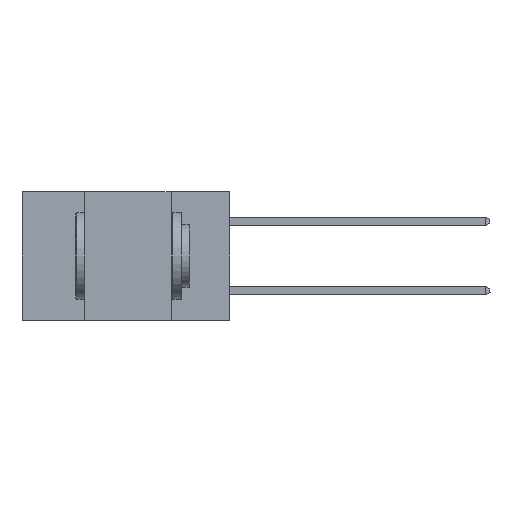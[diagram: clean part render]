
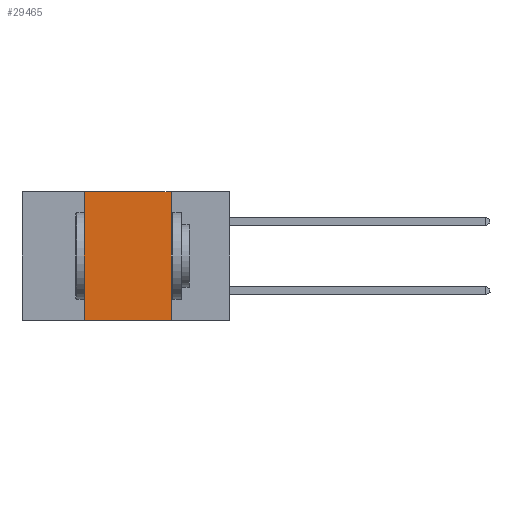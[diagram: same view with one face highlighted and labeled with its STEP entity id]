
A CAD part, left-side view. The second image highlights one B-rep face of the part: STEP entity #29465.
In plain terms, the highlighted planar face has unit normal (-1, 0, 0).
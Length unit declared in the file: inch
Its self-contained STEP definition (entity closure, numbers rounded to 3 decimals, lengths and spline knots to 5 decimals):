
#1238 = VERTEX_POINT ( 'NONE', #30904 ) ;
#2036 = ORIENTED_EDGE ( 'NONE', *, *, #31777, .F. ) ;
#3328 = EDGE_LOOP ( 'NONE', ( #31805, #2036, #3612, #19204 ) ) ;
#3612 = ORIENTED_EDGE ( 'NONE', *, *, #7676, .F. ) ;
#5458 = CARTESIAN_POINT ( 'NONE',  ( 0., 0.17, 0. ) ) ;
#5866 = VECTOR ( 'NONE', #24295, 39.37008 ) ;
#6592 = EDGE_CURVE ( 'NONE', #26039, #1238, #21578, .T. ) ;
#7515 = LINE ( 'NONE', #5458, #26926 ) ;
#7676 = EDGE_CURVE ( 'NONE', #26039, #18556, #21903, .T. ) ;
#12374 = DIRECTION ( 'NONE',  ( 0., 0., 1. ) ) ;
#13406 = LINE ( 'NONE', #19258, #5866 ) ;
#13677 = DIRECTION ( 'NONE',  ( 1., 0., 0. ) ) ;
#14883 = CARTESIAN_POINT ( 'NONE',  ( 0., 0.42, 0. ) ) ;
#15594 = EDGE_CURVE ( 'NONE', #27180, #1238, #7515, .T. ) ;
#18556 = VERTEX_POINT ( 'NONE', #31506 ) ;
#18720 = CARTESIAN_POINT ( 'NONE',  ( 0., 0.6, 0. ) ) ;
#19204 = ORIENTED_EDGE ( 'NONE', *, *, #6592, .T. ) ;
#19258 = CARTESIAN_POINT ( 'NONE',  ( 0., 0.6, 0. ) ) ;
#20806 = VECTOR ( 'NONE', #24023, 39.37008 ) ;
#21128 = VECTOR ( 'NONE', #12374, 39.37008 ) ;
#21578 = LINE ( 'NONE', #31068, #20806 ) ;
#21903 = LINE ( 'NONE', #14883, #21128 ) ;
#23739 = PLANE ( 'NONE',  #27904 ) ;
#23949 = CARTESIAN_POINT ( 'NONE',  ( 0., 0.17, 0. ) ) ;
#24023 = DIRECTION ( 'NONE',  ( 0., -1., 0. ) ) ;
#24295 = DIRECTION ( 'NONE',  ( 0., -1., 0. ) ) ;
#24617 = FACE_OUTER_BOUND ( 'NONE', #3328, .T. ) ;
#26039 = VERTEX_POINT ( 'NONE', #30059 ) ;
#26926 = VECTOR ( 'NONE', #30761, 39.37008 ) ;
#27180 = VERTEX_POINT ( 'NONE', #23949 ) ;
#27904 = AXIS2_PLACEMENT_3D ( 'NONE', #18720, #13677, #31295 ) ;
#29465 = ADVANCED_FACE ( 'NONE', ( #24617 ), #23739, .F. ) ;
#30059 = CARTESIAN_POINT ( 'NONE',  ( 0., 0.42, -0.37 ) ) ;
#30761 = DIRECTION ( 'NONE',  ( 0., 0., -1. ) ) ;
#30904 = CARTESIAN_POINT ( 'NONE',  ( 0., 0.17, -0.37 ) ) ;
#31068 = CARTESIAN_POINT ( 'NONE',  ( 0., 0.6, -0.37 ) ) ;
#31295 = DIRECTION ( 'NONE',  ( 0., 0., -1. ) ) ;
#31506 = CARTESIAN_POINT ( 'NONE',  ( 0., 0.42, 0. ) ) ;
#31777 = EDGE_CURVE ( 'NONE', #18556, #27180, #13406, .T. ) ;
#31805 = ORIENTED_EDGE ( 'NONE', *, *, #15594, .F. ) ;
